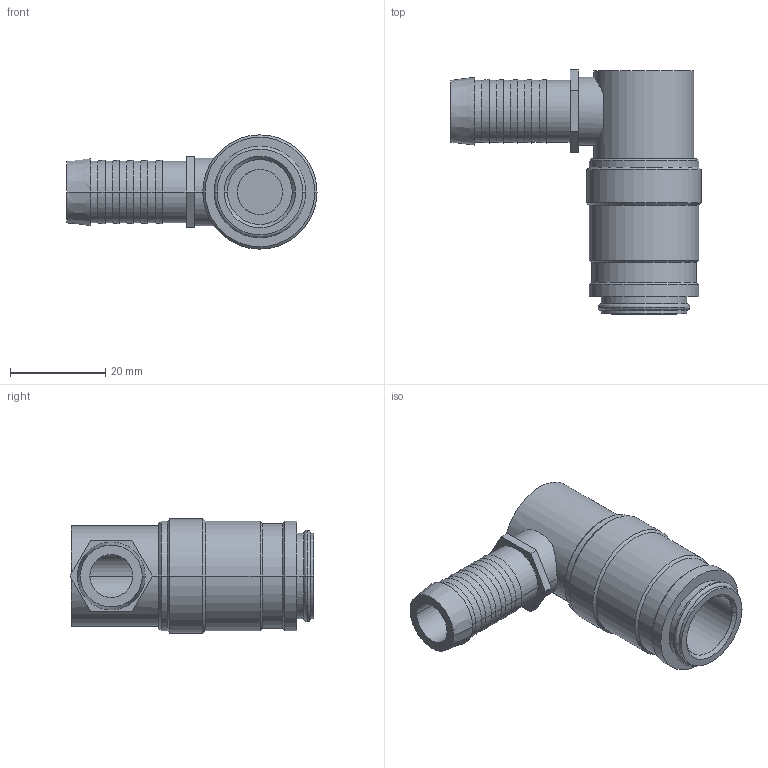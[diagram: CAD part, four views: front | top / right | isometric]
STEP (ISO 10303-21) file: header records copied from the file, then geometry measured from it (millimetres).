
FILE_DESCRIPTION(('STEP AP214'),'1');
FILE_NAME('esd_13_tl-90ab.stp','2020-04-22T06:13:04',('TraceParts'),('TraceParts S.A.'),'Spatial InterOp 3D',' ',' ');
FILE_SCHEMA(('automotive_design'));
Length unit declared in the file: millimetre
Products named in the file (1): 1
Bounding box: 52.5 x 51.21 x 24 mm (x, y, z)
Volume: 16834.2 mm3; surface area: 8479.5 mm2
Topology: 1 solids, 1 shells, 87 faces, 183 edges, 109 vertices
Faces by surface type: cylinder 36, cone 24, plane 23, torus 4
Entity records: 3204 total; most frequent: CARTESIAN_POINT 563, DIRECTION 446, ORIENTED_EDGE 366, EDGE_CURVE 183, AXIS2_PLACEMENT_3D 182, VERTEX_POINT 109, EDGE_LOOP 100, CIRCLE 94
